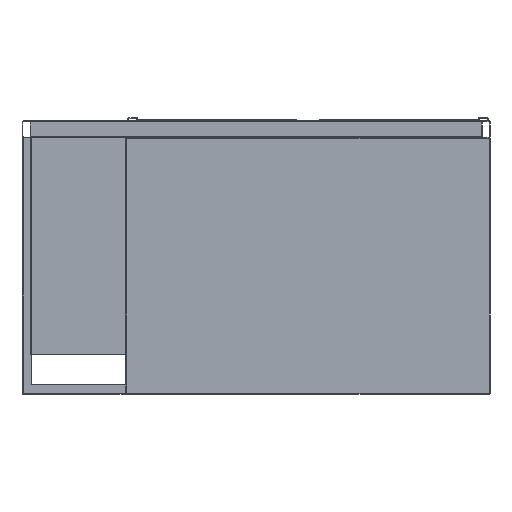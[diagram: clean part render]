
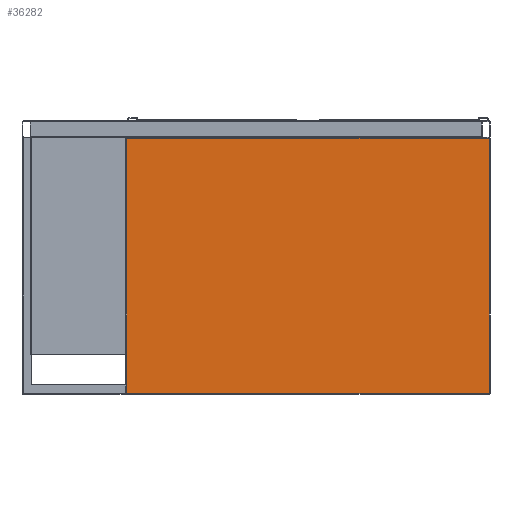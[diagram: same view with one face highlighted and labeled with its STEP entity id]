
A CAD part, front view. The second image highlights one B-rep face of the part: STEP entity #36282.
In plain terms, the highlighted planar face has unit normal (0, -1, 0).
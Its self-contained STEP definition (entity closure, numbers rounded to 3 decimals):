
#457 = AXIS2_PLACEMENT_3D ( 'NONE', #30700, #8368, #16674 ) ;
#522 = VERTEX_POINT ( 'NONE', #19683 ) ;
#1812 = CARTESIAN_POINT ( 'NONE',  ( 438., -230., -658. ) ) ;
#2680 = EDGE_CURVE ( 'NONE', #9517, #522, #28630, .T. ) ;
#4356 = LINE ( 'NONE', #20786, #12367 ) ;
#6296 = ORIENTED_EDGE ( 'NONE', *, *, #2680, .T. ) ;
#6314 = DIRECTION ( 'NONE',  ( 0., 0., -1. ) ) ;
#6899 = VERTEX_POINT ( 'NONE', #26768 ) ;
#8368 = DIRECTION ( 'NONE',  ( 0., -1., 0. ) ) ;
#9309 = CARTESIAN_POINT ( 'NONE',  ( -440., -230., -42. ) ) ;
#9362 = CARTESIAN_POINT ( 'NONE',  ( -438., -230., -42. ) ) ;
#9517 = VERTEX_POINT ( 'NONE', #9362 ) ;
#9620 = EDGE_CURVE ( 'NONE', #26051, #6899, #4356, .T. ) ;
#10749 = CARTESIAN_POINT ( 'NONE',  ( -440., -230., -658. ) ) ;
#12367 = VECTOR ( 'NONE', #18392, 1000. ) ;
#12512 = ORIENTED_EDGE ( 'NONE', *, *, #32320, .T. ) ;
#12988 = EDGE_LOOP ( 'NONE', ( #12512, #6296, #16615, #21062 ) ) ;
#14421 = VECTOR ( 'NONE', #6314, 1000. ) ;
#16615 = ORIENTED_EDGE ( 'NONE', *, *, #24129, .T. ) ;
#16674 = DIRECTION ( 'NONE',  ( 0., 0., -1. ) ) ;
#18392 = DIRECTION ( 'NONE',  ( 0., 0., 1. ) ) ;
#19452 = PLANE ( 'NONE',  #457 ) ;
#19683 = CARTESIAN_POINT ( 'NONE',  ( -438., -230., -658. ) ) ;
#20786 = CARTESIAN_POINT ( 'NONE',  ( 438., -230., -660. ) ) ;
#21062 = ORIENTED_EDGE ( 'NONE', *, *, #9620, .T. ) ;
#21431 = VECTOR ( 'NONE', #31801, 1000. ) ;
#24129 = EDGE_CURVE ( 'NONE', #522, #26051, #36012, .T. ) ;
#26051 = VERTEX_POINT ( 'NONE', #1812 ) ;
#26768 = CARTESIAN_POINT ( 'NONE',  ( 438., -230., -42. ) ) ;
#27323 = VECTOR ( 'NONE', #33257, 1000. ) ;
#28630 = LINE ( 'NONE', #34327, #14421 ) ;
#30700 = CARTESIAN_POINT ( 'NONE',  ( -440., -230., -660. ) ) ;
#31801 = DIRECTION ( 'NONE',  ( -1., 0., 0. ) ) ;
#32320 = EDGE_CURVE ( 'NONE', #6899, #9517, #34563, .T. ) ;
#33257 = DIRECTION ( 'NONE',  ( 1., 0., 0. ) ) ;
#33466 = FACE_OUTER_BOUND ( 'NONE', #12988, .T. ) ;
#34327 = CARTESIAN_POINT ( 'NONE',  ( -438., -230., -660. ) ) ;
#34563 = LINE ( 'NONE', #9309, #21431 ) ;
#36012 = LINE ( 'NONE', #10749, #27323 ) ;
#36282 = ADVANCED_FACE ( 'Fl�che8', ( #33466 ), #19452, .T. ) ;
